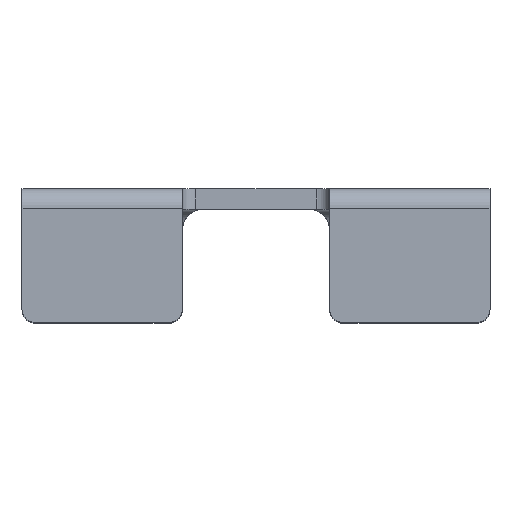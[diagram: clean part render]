
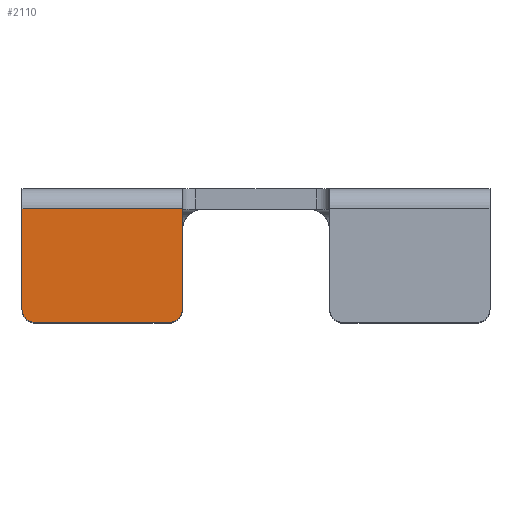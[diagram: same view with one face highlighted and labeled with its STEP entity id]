
A CAD part, top view. The second image highlights one B-rep face of the part: STEP entity #2110.
In plain terms, the highlighted planar face has unit normal (0, 0, 1).
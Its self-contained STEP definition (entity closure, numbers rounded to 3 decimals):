
#46=PLANE('',#2264);
#106=FACE_OUTER_BOUND('',#218,.T.);
#218=EDGE_LOOP('',(#1477,#1478,#1479,#1480,#1481,#1482));
#367=LINE('',#3256,#567);
#372=LINE('',#3271,#572);
#373=LINE('',#3273,#573);
#374=LINE('',#3274,#574);
#567=VECTOR('',#2571,10.);
#572=VECTOR('',#2586,10.);
#573=VECTOR('',#2587,10.);
#574=VECTOR('',#2588,10.);
#747=CIRCLE('',#2257,2.);
#750=CIRCLE('',#2263,2.);
#892=VERTEX_POINT('',#3243);
#893=VERTEX_POINT('',#3244);
#897=VERTEX_POINT('',#3254);
#901=VERTEX_POINT('',#3266);
#902=VERTEX_POINT('',#3270);
#903=VERTEX_POINT('',#3272);
#1117=EDGE_CURVE('',#892,#893,#747,.T.);
#1123=EDGE_CURVE('',#897,#892,#367,.T.);
#1128=EDGE_CURVE('',#901,#897,#750,.T.);
#1130=EDGE_CURVE('',#901,#902,#372,.T.);
#1131=EDGE_CURVE('',#903,#902,#373,.T.);
#1132=EDGE_CURVE('',#903,#893,#374,.T.);
#1477=ORIENTED_EDGE('',*,*,#1117,.F.);
#1478=ORIENTED_EDGE('',*,*,#1123,.F.);
#1479=ORIENTED_EDGE('',*,*,#1128,.F.);
#1480=ORIENTED_EDGE('',*,*,#1130,.T.);
#1481=ORIENTED_EDGE('',*,*,#1131,.F.);
#1482=ORIENTED_EDGE('',*,*,#1132,.T.);
#2110=ADVANCED_FACE('',(#106),#46,.T.);
#2257=AXIS2_PLACEMENT_3D('',#3245,#2561,#2562);
#2263=AXIS2_PLACEMENT_3D('',#3267,#2581,#2582);
#2264=AXIS2_PLACEMENT_3D('',#3269,#2584,#2585);
#2561=DIRECTION('center_axis',(0.,0.,-1.));
#2562=DIRECTION('ref_axis',(-0.707,-0.707,0.));
#2571=DIRECTION('',(-1.,0.,0.));
#2581=DIRECTION('center_axis',(0.,0.,-1.));
#2582=DIRECTION('ref_axis',(0.707,-0.707,0.));
#2584=DIRECTION('center_axis',(0.,0.,1.));
#2585=DIRECTION('ref_axis',(1.,0.,0.));
#2586=DIRECTION('',(0.,1.,0.));
#2587=DIRECTION('',(1.,0.,0.));
#2588=DIRECTION('',(0.,-1.,0.));
#3243=CARTESIAN_POINT('',(-33.,-17.,35.));
#3244=CARTESIAN_POINT('',(-35.,-15.,35.));
#3245=CARTESIAN_POINT('Origin',(-33.,-15.,35.));
#3254=CARTESIAN_POINT('',(-13.,-17.,35.));
#3256=CARTESIAN_POINT('',(-11.,-17.,35.));
#3266=CARTESIAN_POINT('',(-11.,-15.,35.));
#3267=CARTESIAN_POINT('Origin',(-13.,-15.,35.));
#3269=CARTESIAN_POINT('Origin',(-35.,0.,35.));
#3270=CARTESIAN_POINT('',(-11.,0.,35.));
#3271=CARTESIAN_POINT('',(-11.,1.5,35.));
#3272=CARTESIAN_POINT('',(-35.,0.,35.));
#3273=CARTESIAN_POINT('',(-17.5,0.,35.));
#3274=CARTESIAN_POINT('',(-35.,0.,35.));
